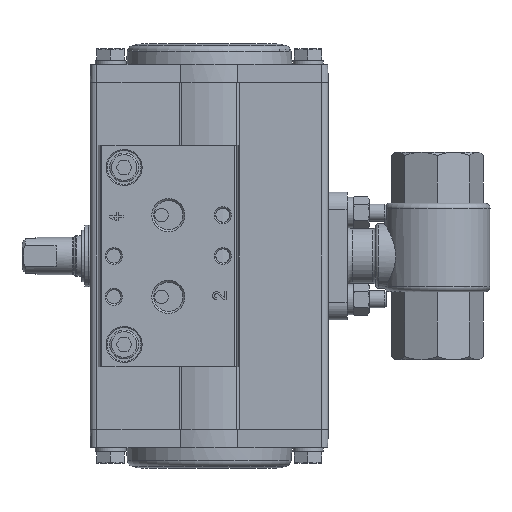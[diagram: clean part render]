
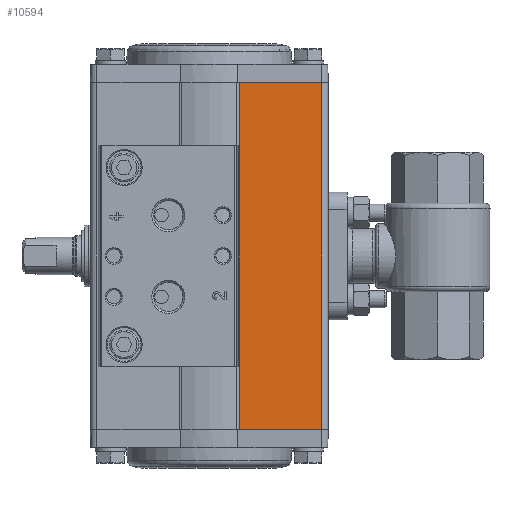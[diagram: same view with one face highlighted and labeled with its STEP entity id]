
A CAD part, left-side view. The second image highlights one B-rep face of the part: STEP entity #10594.
In plain terms, the highlighted face is planar.
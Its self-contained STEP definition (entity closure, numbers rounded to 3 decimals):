
#1148=LINE('',#16557,#1775);
#1172=LINE('',#16695,#1799);
#1208=LINE('',#16803,#1835);
#1209=LINE('',#16804,#1836);
#1775=VECTOR('',#13088,1000.);
#1799=VECTOR('',#13154,1000.);
#1835=VECTOR('',#13246,1000.);
#1836=VECTOR('',#13247,1000.);
#2827=ORIENTED_EDGE('',*,*,#5518,.F.);
#2828=ORIENTED_EDGE('',*,*,#5619,.F.);
#2829=ORIENTED_EDGE('',*,*,#5566,.T.);
#2830=ORIENTED_EDGE('',*,*,#5620,.T.);
#5518=EDGE_CURVE('',#6950,#6958,#1148,.T.);
#5566=EDGE_CURVE('',#6980,#6998,#1172,.T.);
#5619=EDGE_CURVE('',#6980,#6950,#1208,.T.);
#5620=EDGE_CURVE('',#6998,#6958,#1209,.T.);
#6950=VERTEX_POINT('',#16527);
#6958=VERTEX_POINT('',#16558);
#6980=VERTEX_POINT('',#16624);
#6998=VERTEX_POINT('',#16694);
#8287=EDGE_LOOP('',(#2827,#2828,#2829,#2830));
#9278=FACE_BOUND('',#8287,.T.);
#10167=PLANE('',#11548);
#10594=ADVANCED_FACE('',(#9278),#10167,.F.);
#11548=AXIS2_PLACEMENT_3D('',#16802,#13244,#13245);
#13088=DIRECTION('',(0.,-1.,0.));
#13154=DIRECTION('',(0.,-1.,0.));
#13244=DIRECTION('',(-1.,0.,0.));
#13245=DIRECTION('',(0.,0.,1.));
#13246=DIRECTION('',(0.,0.,-1.));
#13247=DIRECTION('',(0.,0.,-1.));
#16527=CARTESIAN_POINT('',(23.,-8.789,-50.85));
#16557=CARTESIAN_POINT('',(23.,35.,-50.85));
#16558=CARTESIAN_POINT('',(23.,-33.,-50.85));
#16624=CARTESIAN_POINT('',(23.,-8.789,50.85));
#16694=CARTESIAN_POINT('',(23.,-33.,50.85));
#16695=CARTESIAN_POINT('',(23.,35.,50.85));
#16802=CARTESIAN_POINT('',(23.,8.789,50.85));
#16803=CARTESIAN_POINT('',(23.,-8.789,50.85));
#16804=CARTESIAN_POINT('',(23.,-33.,60.));
